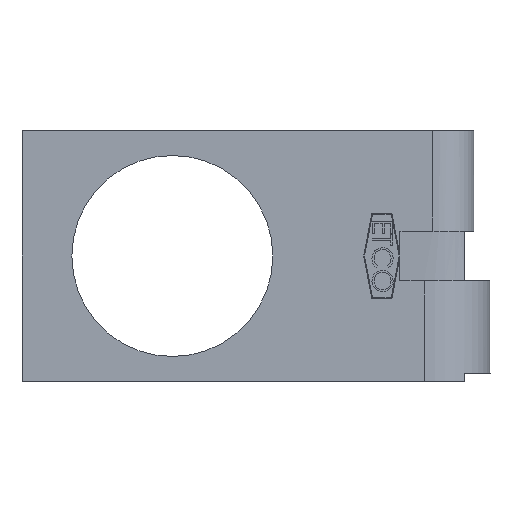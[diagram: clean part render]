
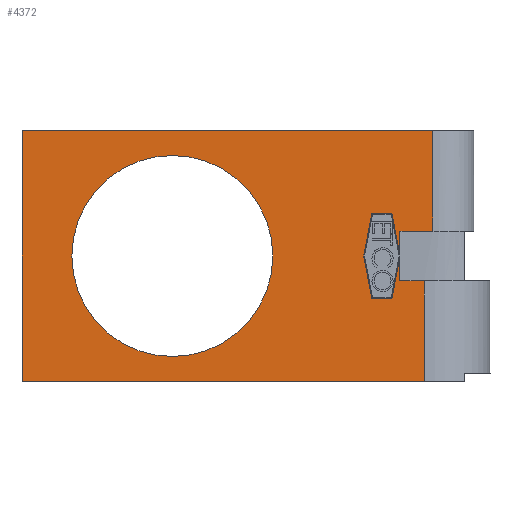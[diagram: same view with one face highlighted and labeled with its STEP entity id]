
A CAD part, front view. The second image highlights one B-rep face of the part: STEP entity #4372.
In plain terms, the highlighted planar face has unit normal (0, -1, 0).
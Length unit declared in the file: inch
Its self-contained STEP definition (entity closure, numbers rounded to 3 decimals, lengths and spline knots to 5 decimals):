
#121 = VERTEX_POINT ( 'NONE', #5663 ) ;
#202 = LINE ( 'NONE', #2054, #2447 ) ;
#245 = VERTEX_POINT ( 'NONE', #4413 ) ;
#273 = EDGE_CURVE ( 'NONE', #3731, #3153, #2596, .T. ) ;
#290 = DIRECTION ( 'NONE',  ( 1., 0., 0. ) ) ;
#415 = EDGE_CURVE ( 'NONE', #1414, #843, #926, .T. ) ;
#444 = FACE_OUTER_BOUND ( 'NONE', #4657, .T. ) ;
#460 = B_SPLINE_CURVE_WITH_KNOTS ( 'NONE', 3,
 ( #2041, #3889, #5718, #1584 ),
 .UNSPECIFIED., .F., .F.,
 ( 4, 4 ),
 ( 0., 1. ),
 .UNSPECIFIED. ) ;
#465 = CARTESIAN_POINT ( 'NONE',  ( 0.221, 0., -0.031 ) ) ;
#511 = ORIENTED_EDGE ( 'NONE', *, *, #5838, .F. ) ;
#551 = EDGE_CURVE ( 'NONE', #2931, #2544, #4131, .T. ) ;
#582 = VECTOR ( 'NONE', #1421, 39.37008 ) ;
#723 = CARTESIAN_POINT ( 'NONE',  ( 0.176, 0., 0. ) ) ;
#736 = LINE ( 'NONE', #2585, #4864 ) ;
#755 = EDGE_CURVE ( 'NONE', #3701, #2189, #460, .T. ) ;
#828 = EDGE_CURVE ( 'NONE', #121, #2189, #2193, .T. ) ;
#843 = VERTEX_POINT ( 'NONE', #1727 ) ;
#855 = LINE ( 'NONE', #2705, #5585 ) ;
#886 = EDGE_CURVE ( 'NONE', #843, #2026, #2221, .T. ) ;
#901 = LINE ( 'NONE', #2751, #4733 ) ;
#926 = LINE ( 'NONE', #2774, #5877 ) ;
#1000 = EDGE_CURVE ( 'NONE', #4124, #5469, #3728, .T. ) ;
#1153 = CIRCLE ( 'NONE', #3759, 0.125 ) ;
#1176 = DIRECTION ( 'NONE',  ( 0., 1., 0. ) ) ;
#1241 = ORIENTED_EDGE ( 'NONE', *, *, #5726, .T. ) ;
#1260 = CARTESIAN_POINT ( 'NONE',  ( -0.249, 0., -0.156 ) ) ;
#1273 = ORIENTED_EDGE ( 'NONE', *, *, #4371, .F. ) ;
#1290 = EDGE_CURVE ( 'NONE', #1839, #2931, #736, .T. ) ;
#1326 = VERTEX_POINT ( 'NONE', #4004 ) ;
#1355 = AXIS2_PLACEMENT_3D ( 'NONE', #5964, #1833, #3685 ) ;
#1408 = CARTESIAN_POINT ( 'NONE',  ( 0.221, 0., 0.156 ) ) ;
#1414 = VERTEX_POINT ( 'NONE', #3694 ) ;
#1421 = DIRECTION ( 'NONE',  ( -1., 0., 0. ) ) ;
#1584 = CARTESIAN_POINT ( 'NONE',  ( 0.221, 0., -0.031 ) ) ;
#1726 = CARTESIAN_POINT ( 'NONE',  ( -0.062, 0., 0. ) ) ;
#1727 = CARTESIAN_POINT ( 'NONE',  ( 0.262, 0., 0.031 ) ) ;
#1766 = CIRCLE ( 'NONE', #4389, 0.125 ) ;
#1828 = DIRECTION ( 'NONE',  ( -0.187, 0., -0.982 ) ) ;
#1833 = DIRECTION ( 'NONE',  ( 0., -1., 0. ) ) ;
#1839 = VERTEX_POINT ( 'NONE', #1894 ) ;
#1894 = CARTESIAN_POINT ( 'NONE',  ( 0.211, 0., 0.0525 ) ) ;
#1934 = ORIENTED_EDGE ( 'NONE', *, *, #551, .F. ) ;
#2026 = VERTEX_POINT ( 'NONE', #2139 ) ;
#2041 = CARTESIAN_POINT ( 'NONE',  ( 0.251, 0., -0.031 ) ) ;
#2054 = CARTESIAN_POINT ( 'NONE',  ( 0.211, 0., -0.0525 ) ) ;
#2139 = CARTESIAN_POINT ( 'NONE',  ( 0.262, 0., 0.156 ) ) ;
#2189 = VERTEX_POINT ( 'NONE', #465 ) ;
#2193 = LINE ( 'NONE', #4037, #2232 ) ;
#2204 = LINE ( 'NONE', #4048, #3368 ) ;
#2221 = LINE ( 'NONE', #4066, #5884 ) ;
#2232 = VECTOR ( 'NONE', #5862, 39.37008 ) ;
#2279 = CARTESIAN_POINT ( 'NONE',  ( 0.251, 0., -0.031 ) ) ;
#2284 = LINE ( 'NONE', #4127, #5113 ) ;
#2286 = ORIENTED_EDGE ( 'NONE', *, *, #5201, .F. ) ;
#2293 = FACE_BOUND ( 'NONE', #4958, .T. ) ;
#2393 = ORIENTED_EDGE ( 'NONE', *, *, #5860, .F. ) ;
#2447 = VECTOR ( 'NONE', #3902, 39.37008 ) ;
#2483 = ORIENTED_EDGE ( 'NONE', *, *, #273, .F. ) ;
#2544 = VERTEX_POINT ( 'NONE', #723 ) ;
#2585 = CARTESIAN_POINT ( 'NONE',  ( 0.211, 0., 0.0525 ) ) ;
#2596 = LINE ( 'NONE', #4438, #3670 ) ;
#2605 = ORIENTED_EDGE ( 'NONE', *, *, #3297, .F. ) ;
#2690 = ORIENTED_EDGE ( 'NONE', *, *, #755, .T. ) ;
#2705 = CARTESIAN_POINT ( 'NONE',  ( 0.251, 0., -0.031 ) ) ;
#2751 = CARTESIAN_POINT ( 'NONE',  ( 0.221, 0., -0.156 ) ) ;
#2774 = CARTESIAN_POINT ( 'NONE',  ( 0.221, 0., 0.031 ) ) ;
#2892 = EDGE_CURVE ( 'NONE', #4229, #245, #1766, .T. ) ;
#2931 = VERTEX_POINT ( 'NONE', #4516 ) ;
#3027 = DIRECTION ( 'NONE',  ( 0., 0., 1. ) ) ;
#3109 = DIRECTION ( 'NONE',  ( 0., 0., 1. ) ) ;
#3153 = VERTEX_POINT ( 'NONE', #3237 ) ;
#3192 = EDGE_CURVE ( 'NONE', #1326, #2026, #5548, .T. ) ;
#3237 = CARTESIAN_POINT ( 'NONE',  ( 0.211, 0., -0.0525 ) ) ;
#3261 = DIRECTION ( 'NONE',  ( 1., 0., 0. ) ) ;
#3263 = ORIENTED_EDGE ( 'NONE', *, *, #5141, .F. ) ;
#3297 = EDGE_CURVE ( 'NONE', #3153, #121, #202, .T. ) ;
#3368 = VECTOR ( 'NONE', #5874, 39.37008 ) ;
#3475 = ORIENTED_EDGE ( 'NONE', *, *, #415, .T. ) ;
#3581 = DIRECTION ( 'NONE',  ( 0., 1., 0. ) ) ;
#3664 = ORIENTED_EDGE ( 'NONE', *, *, #1290, .F. ) ;
#3670 = VECTOR ( 'NONE', #290, 39.37008 ) ;
#3685 = DIRECTION ( 'NONE',  ( 0., 0., -1. ) ) ;
#3694 = CARTESIAN_POINT ( 'NONE',  ( 0.221, 0., 0.031 ) ) ;
#3701 = VERTEX_POINT ( 'NONE', #2279 ) ;
#3702 = VECTOR ( 'NONE', #3261, 39.37008 ) ;
#3728 = LINE ( 'NONE', #5559, #582 ) ;
#3731 = VERTEX_POINT ( 'NONE', #4602 ) ;
#3759 = AXIS2_PLACEMENT_3D ( 'NONE', #5311, #1176, #3027 ) ;
#3889 = CARTESIAN_POINT ( 'NONE',  ( 0.241, 0., -0.031 ) ) ;
#3902 = DIRECTION ( 'NONE',  ( 0.187, 0., 0.982 ) ) ;
#4004 = CARTESIAN_POINT ( 'NONE',  ( -0.249, 0., 0.156 ) ) ;
#4037 = CARTESIAN_POINT ( 'NONE',  ( 0.221, 0., -0.156 ) ) ;
#4048 = CARTESIAN_POINT ( 'NONE',  ( 0.176, 0., 0. ) ) ;
#4066 = CARTESIAN_POINT ( 'NONE',  ( 0.262, 0., 0.031 ) ) ;
#4124 = VERTEX_POINT ( 'NONE', #4802 ) ;
#4127 = CARTESIAN_POINT ( 'NONE',  ( 0.221, 0., 0. ) ) ;
#4131 = LINE ( 'NONE', #5959, #4251 ) ;
#4136 = PLANE ( 'NONE',  #1355 ) ;
#4229 = VERTEX_POINT ( 'NONE', #4444 ) ;
#4251 = VECTOR ( 'NONE', #1828, 39.37008 ) ;
#4371 = EDGE_CURVE ( 'NONE', #1414, #121, #901, .T. ) ;
#4372 = ADVANCED_FACE ( 'NONE', ( #444, #2293 ), #4136, .T. ) ;
#4389 = AXIS2_PLACEMENT_3D ( 'NONE', #1726, #3581, #5413 ) ;
#4413 = CARTESIAN_POINT ( 'NONE',  ( -0.062, 0., 0.125 ) ) ;
#4427 = DIRECTION ( 'NONE',  ( -1., 0., 0. ) ) ;
#4438 = CARTESIAN_POINT ( 'NONE',  ( 0.186, 0., -0.0525 ) ) ;
#4444 = CARTESIAN_POINT ( 'NONE',  ( -0.062, 0., -0.125 ) ) ;
#4516 = CARTESIAN_POINT ( 'NONE',  ( 0.186, 0., 0.0525 ) ) ;
#4548 = DIRECTION ( 'NONE',  ( 0., 0., -1. ) ) ;
#4589 = DIRECTION ( 'NONE',  ( 0., 0., -1. ) ) ;
#4602 = CARTESIAN_POINT ( 'NONE',  ( 0.186, 0., -0.0525 ) ) ;
#4612 = DIRECTION ( 'NONE',  ( 1., 0., 0. ) ) ;
#4657 = EDGE_LOOP ( 'NONE', ( #5692, #3263, #2690, #5829, #2605, #2483, #2393, #1934, #3664, #2286, #1273, #3475, #5753, #4795, #511 ) ) ;
#4733 = VECTOR ( 'NONE', #4589, 39.37008 ) ;
#4795 = ORIENTED_EDGE ( 'NONE', *, *, #3192, .F. ) ;
#4802 = CARTESIAN_POINT ( 'NONE',  ( 0.251, 0., -0.156 ) ) ;
#4864 = VECTOR ( 'NONE', #4427, 39.37008 ) ;
#4958 = EDGE_LOOP ( 'NONE', ( #5912, #1241 ) ) ;
#5113 = VECTOR ( 'NONE', #5955, 39.37008 ) ;
#5141 = EDGE_CURVE ( 'NONE', #3701, #4124, #855, .T. ) ;
#5201 = EDGE_CURVE ( 'NONE', #121, #1839, #2284, .T. ) ;
#5311 = CARTESIAN_POINT ( 'NONE',  ( -0.062, 0., 0. ) ) ;
#5394 = LINE ( 'NONE', #1260, #5674 ) ;
#5401 = CARTESIAN_POINT ( 'NONE',  ( -0.249, 0., -0.156 ) ) ;
#5413 = DIRECTION ( 'NONE',  ( 0., 0., 1. ) ) ;
#5469 = VERTEX_POINT ( 'NONE', #5401 ) ;
#5548 = LINE ( 'NONE', #1408, #3702 ) ;
#5559 = CARTESIAN_POINT ( 'NONE',  ( 0.221, 0., -0.156 ) ) ;
#5585 = VECTOR ( 'NONE', #4548, 39.37008 ) ;
#5663 = CARTESIAN_POINT ( 'NONE',  ( 0.221, 0., 0. ) ) ;
#5674 = VECTOR ( 'NONE', #3109, 39.37008 ) ;
#5692 = ORIENTED_EDGE ( 'NONE', *, *, #1000, .F. ) ;
#5718 = CARTESIAN_POINT ( 'NONE',  ( 0.231, 0., -0.031 ) ) ;
#5726 = EDGE_CURVE ( 'NONE', #245, #4229, #1153, .T. ) ;
#5753 = ORIENTED_EDGE ( 'NONE', *, *, #886, .T. ) ;
#5829 = ORIENTED_EDGE ( 'NONE', *, *, #828, .F. ) ;
#5838 = EDGE_CURVE ( 'NONE', #5469, #1326, #5394, .T. ) ;
#5860 = EDGE_CURVE ( 'NONE', #2544, #3731, #2204, .T. ) ;
#5862 = DIRECTION ( 'NONE',  ( 0., 0., -1. ) ) ;
#5874 = DIRECTION ( 'NONE',  ( 0.187, 0., -0.982 ) ) ;
#5877 = VECTOR ( 'NONE', #4612, 39.37008 ) ;
#5884 = VECTOR ( 'NONE', #5893, 39.37008 ) ;
#5893 = DIRECTION ( 'NONE',  ( 0., 0., 1. ) ) ;
#5912 = ORIENTED_EDGE ( 'NONE', *, *, #2892, .T. ) ;
#5955 = DIRECTION ( 'NONE',  ( -0.187, 0., 0.982 ) ) ;
#5959 = CARTESIAN_POINT ( 'NONE',  ( 0.186, 0., 0.0525 ) ) ;
#5964 = CARTESIAN_POINT ( 'NONE',  ( 0.221, 0., 0.156 ) ) ;
